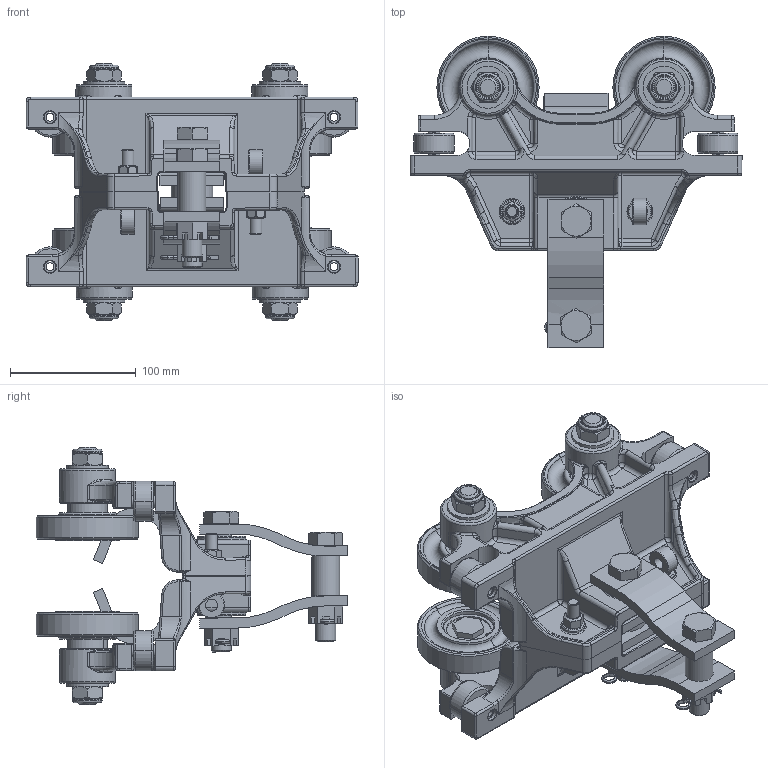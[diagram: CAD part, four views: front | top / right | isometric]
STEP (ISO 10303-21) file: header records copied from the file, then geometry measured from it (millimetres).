
FILE_DESCRIPTION((''),'2;1');
FILE_NAME('10050 BT-325-DHS TROLLEY.stp','2011-03-31T08:17:46',('jholman'),(''),'Autodesk Inventor 2011','Autodesk Inventor 2011','');
FILE_SCHEMA(('AUTOMOTIVE_DESIGN { 1 0 10303 214 1 1 1 1 }'));
Length unit declared in the file: inch
Products named in the file (24): 10050; 3D11K8C4C; 3D11F8C4B; 3D11H8C4A; Hex Bolt - UNC (Regular Thread - Inch) 5/8-11 UNC - 4.5; Hex Cap Screw - Inch 5/8-11 UNC - 4; 3D1124B4A; 3D11X2B4A; 3D11HYC4D; 3D11Y4G4A; 3D11T4B4D; 3D11X6B4A; 3D11HSB4A; 3D1121C4A; 3D11W7B4C; 3D113HB4C; 3D1167B4C; 3D11A6B4A; 3D11W6B4B; 3D11K7B4B; 3D11Q6B4B; Type A - Plain Washer (Inch) 5/8 - narrow - Type A; 3D1134G4A; Hex Nut - UNC (Regular Thread - Inch) 3/8 - 16
Assembly tree (45 placements, depth 4):
  10050
    3D11K8C4C
      3D11F8C4B  x2
      3D11H8C4A
      Hex Bolt - UNC (Regular Thread - Inch) 5/8-11 UNC - 4.5
      Hex Cap Screw - Inch 5/8-11 UNC - 4
      3D1124B4A  x2
      3D11X2B4A  x2
    3D11HYC4D
      3D11Y4G4A  x2
      3D11T4B4D  x2
      3D11X6B4A  x4
      3D11HSB4A  x4
      3D1121C4A
      3D11W7B4C  x2
      3D113HB4C  x4
        3D1167B4C
        3D11A6B4A
        3D11W6B4B
        3D11K7B4B
        3D11Q6B4B
      Type A - Plain Washer (Inch) 5/8 - narrow - Type A  x4
      3D1134G4A  x4
      Hex Nut - UNC (Regular Thread - Inch) 3/8 - 16  x2
Bounding box: 263.52 x 247.1 x 204.06 mm (x, y, z)
Volume: 1543188.3 mm3; surface area: 468062 mm2
Topology: 54 solids, 54 shells, 2527 faces, 5936 edges, 3390 vertices
Faces by surface type: cylinder 746, bspline 580, plane 507, torus 391, cone 199, sphere 104
Full cylindrical faces by diameter (mm): 3.969 x1, 4.366 x1, 7.798 x2, 9.525 x12, 10.319 x4, 13.386 x4, 14.351 x4, 15.862 x4, 15.875 x3, 16.272 x4, 16.307 x1, 16.662 x4, 16.669 x2, 16.98 x4, 17.374 x4, 17.463 x5, 19.05 x4, 21.431 x1, 22.225 x1, 23.114 x4, 33.325 x4, 33.338 x1, 38.1 x2, 40.005 x4, 44.45 x4
Entity records: 35421 total; most frequent: CARTESIAN_POINT 12118, DIRECTION 4806, ORIENTED_EDGE 4558, EDGE_CURVE 2279, AXIS2_PLACEMENT_3D 2041, VERTEX_POINT 1370, EDGE_LOOP 1171, CIRCLE 1115
